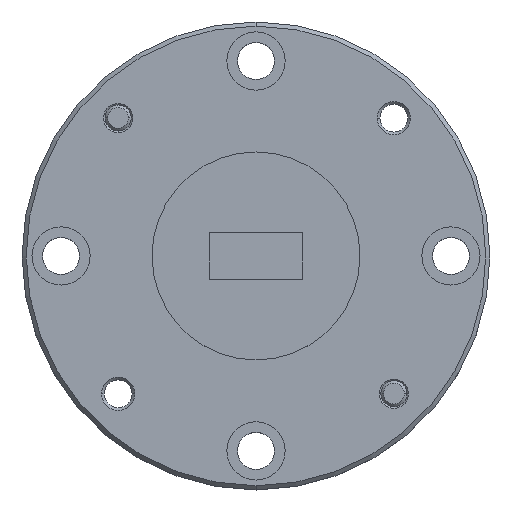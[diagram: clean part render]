
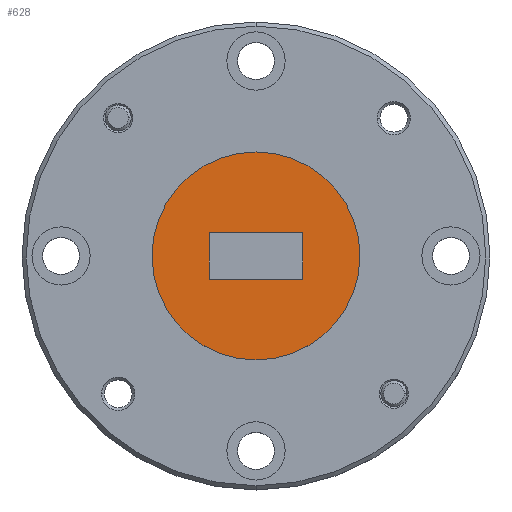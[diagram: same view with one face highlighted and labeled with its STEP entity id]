
A CAD part, top view. The second image highlights one B-rep face of the part: STEP entity #628.
In plain terms, the highlighted planar face has unit normal (0, 0, 1).
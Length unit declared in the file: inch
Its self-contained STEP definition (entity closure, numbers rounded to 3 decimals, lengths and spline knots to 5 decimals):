
#38 = CARTESIAN_POINT ( 'NONE',  ( 0.112, -0.056, 0.16 ) ) ;
#82 = LINE ( 'NONE', #270, #1107 ) ;
#94 = ORIENTED_EDGE ( 'NONE', *, *, #2284, .T. ) ;
#166 = CARTESIAN_POINT ( 'NONE',  ( 0.112, 0.056, 0.16 ) ) ;
#270 = CARTESIAN_POINT ( 'NONE',  ( -0.112, 0., 0.16 ) ) ;
#371 = CIRCLE ( 'NONE', #1840, 0.25 ) ;
#413 = DIRECTION ( 'NONE',  ( 1., 0., 0. ) ) ;
#494 = CARTESIAN_POINT ( 'NONE',  ( 0., 0., 0.16 ) ) ;
#509 = VECTOR ( 'NONE', #865, 39.37008 ) ;
#573 = CARTESIAN_POINT ( 'NONE',  ( 0., 0.056, 0.16 ) ) ;
#623 = FACE_OUTER_BOUND ( 'NONE', #2217, .T. ) ;
#628 = ADVANCED_FACE ( 'NONE', ( #623, #988 ), #2197, .T. ) ;
#657 = CARTESIAN_POINT ( 'NONE',  ( -0.25, 0., 0.16 ) ) ;
#676 = VERTEX_POINT ( 'NONE', #1649 ) ;
#735 = DIRECTION ( 'NONE',  ( 0., 0., 1. ) ) ;
#778 = VERTEX_POINT ( 'NONE', #38 ) ;
#853 = DIRECTION ( 'NONE',  ( 0., 0., -1. ) ) ;
#865 = DIRECTION ( 'NONE',  ( -1., 0., 0. ) ) ;
#896 = LINE ( 'NONE', #2139, #1454 ) ;
#940 = ORIENTED_EDGE ( 'NONE', *, *, #1173, .T. ) ;
#960 = VECTOR ( 'NONE', #413, 39.37008 ) ;
#988 = FACE_BOUND ( 'NONE', #2288, .T. ) ;
#991 = LINE ( 'NONE', #2157, #509 ) ;
#1035 = ORIENTED_EDGE ( 'NONE', *, *, #2266, .T. ) ;
#1057 = CARTESIAN_POINT ( 'NONE',  ( 0., 0., 0.16 ) ) ;
#1107 = VECTOR ( 'NONE', #1127, 39.37008 ) ;
#1127 = DIRECTION ( 'NONE',  ( 0., 1., 0. ) ) ;
#1151 = ORIENTED_EDGE ( 'NONE', *, *, #2036, .F. ) ;
#1173 = EDGE_CURVE ( 'NONE', #778, #1417, #991, .T. ) ;
#1282 = CARTESIAN_POINT ( 'NONE',  ( 0., 0., 0.16 ) ) ;
#1332 = ORIENTED_EDGE ( 'NONE', *, *, #1759, .F. ) ;
#1417 = VERTEX_POINT ( 'NONE', #1967 ) ;
#1454 = VECTOR ( 'NONE', #1776, 39.37008 ) ;
#1554 = LINE ( 'NONE', #573, #960 ) ;
#1568 = VERTEX_POINT ( 'NONE', #1723 ) ;
#1649 = CARTESIAN_POINT ( 'NONE',  ( -0.112, 0.056, 0.16 ) ) ;
#1674 = ORIENTED_EDGE ( 'NONE', *, *, #1989, .T. ) ;
#1723 = CARTESIAN_POINT ( 'NONE',  ( 0.25, 0., 0.16 ) ) ;
#1759 = EDGE_CURVE ( 'NONE', #1568, #1954, #371, .T. ) ;
#1771 = VERTEX_POINT ( 'NONE', #166 ) ;
#1776 = DIRECTION ( 'NONE',  ( 0., -1., 0. ) ) ;
#1840 = AXIS2_PLACEMENT_3D ( 'NONE', #494, #853, #2158 ) ;
#1894 = CIRCLE ( 'NONE', #2090, 0.25 ) ;
#1954 = VERTEX_POINT ( 'NONE', #657 ) ;
#1967 = CARTESIAN_POINT ( 'NONE',  ( -0.112, -0.056, 0.16 ) ) ;
#1981 = DIRECTION ( 'NONE',  ( -1., 0., 0. ) ) ;
#1989 = EDGE_CURVE ( 'NONE', #1771, #778, #896, .T. ) ;
#2011 = DIRECTION ( 'NONE',  ( 1., 0., 0. ) ) ;
#2036 = EDGE_CURVE ( 'NONE', #1954, #1568, #1894, .T. ) ;
#2090 = AXIS2_PLACEMENT_3D ( 'NONE', #1057, #2148, #1981 ) ;
#2139 = CARTESIAN_POINT ( 'NONE',  ( 0.112, 0., 0.16 ) ) ;
#2148 = DIRECTION ( 'NONE',  ( 0., 0., -1. ) ) ;
#2157 = CARTESIAN_POINT ( 'NONE',  ( 0., -0.056, 0.16 ) ) ;
#2158 = DIRECTION ( 'NONE',  ( -1., 0., 0. ) ) ;
#2164 = AXIS2_PLACEMENT_3D ( 'NONE', #1282, #735, #2011 ) ;
#2197 = PLANE ( 'NONE',  #2164 ) ;
#2217 = EDGE_LOOP ( 'NONE', ( #1151, #1332 ) ) ;
#2266 = EDGE_CURVE ( 'NONE', #1417, #676, #82, .T. ) ;
#2284 = EDGE_CURVE ( 'NONE', #676, #1771, #1554, .T. ) ;
#2288 = EDGE_LOOP ( 'NONE', ( #1674, #940, #1035, #94 ) ) ;
